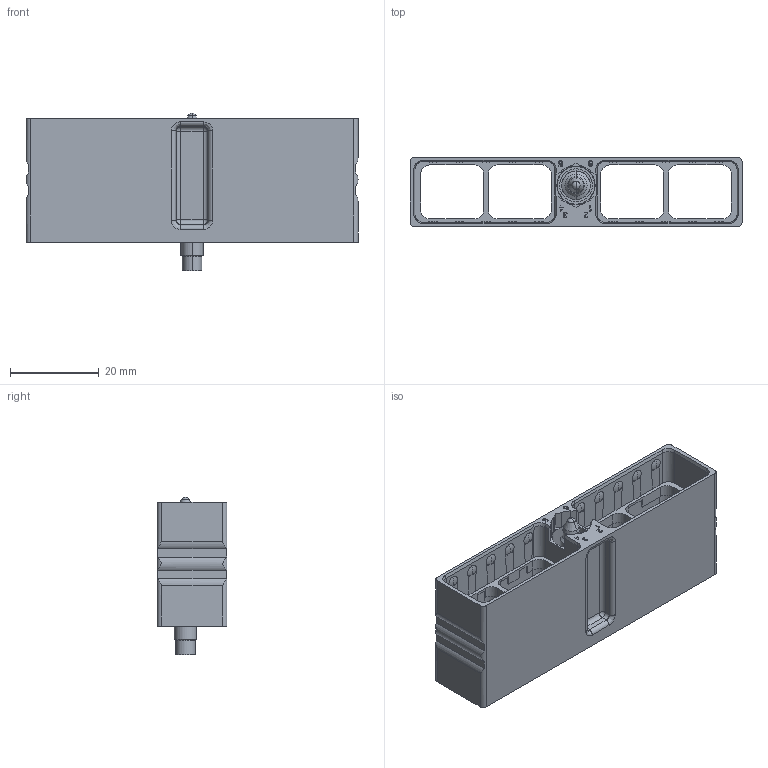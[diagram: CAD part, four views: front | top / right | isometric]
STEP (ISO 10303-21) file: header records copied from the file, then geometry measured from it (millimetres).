
FILE_DESCRIPTION((''),'2;1');
FILE_NAME('SIM2B80V','2019-09-09T',('presta_be4'),(''),'PRO/ENGINEER BY PARAMETRIC TECHNOLOGY CORPORATION, 2014310','PRO/ENGINEER BY PARAMETRIC TECHNOLOGY CORPORATION, 2014310','');
FILE_SCHEMA(('CONFIG_CONTROL_DESIGN'));
Length unit declared in the file: millimetre
Products named in the file (1): SIM2B80V
Bounding box: 74.89 x 15.69 x 35.55 mm (x, y, z)
Volume: 8406.3 mm3; surface area: 12749.8 mm2
Topology: 1 solids, 1 shells, 971 faces, 2706 edges, 1744 vertices
Faces by surface type: plane 718, cylinder 150, sphere 49, cone 24, torus 16, bspline 14
Entity records: 32052 total; most frequent: CARTESIAN_POINT 7287, ORIENTED_EDGE 5324, DIRECTION 4851, EDGE_CURVE 2662, VECTOR 2093, LINE 2093, VERTEX_POINT 1744, AXIS2_PLACEMENT_3D 1379
